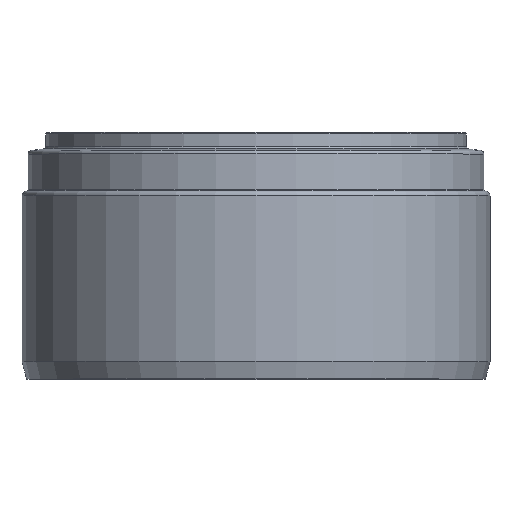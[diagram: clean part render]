
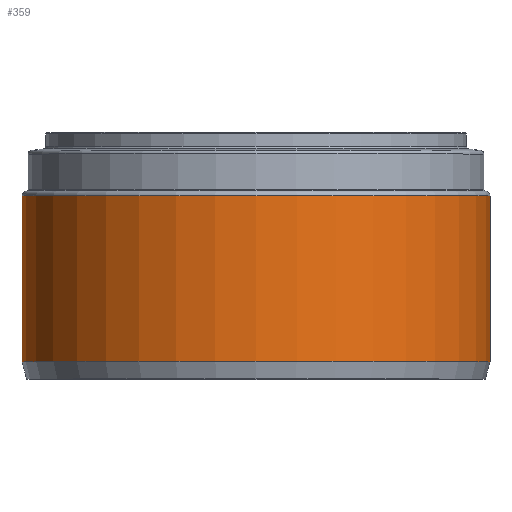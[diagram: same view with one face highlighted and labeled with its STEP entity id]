
A CAD part, top view. The second image highlights one B-rep face of the part: STEP entity #359.
In plain terms, the highlighted cylindrical face has radius 93.5 mm (diameter 187 mm), a full revolution.
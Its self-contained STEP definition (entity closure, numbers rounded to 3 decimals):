
#21=CYLINDRICAL_SURFACE('',#401,93.5);
#41=FACE_BOUND('',#114,.T.);
#75=FACE_OUTER_BOUND('',#113,.T.);
#113=EDGE_LOOP('',(#283));
#114=EDGE_LOOP('',(#284));
#178=CIRCLE('',#400,93.5);
#179=CIRCLE('',#402,93.5);
#212=VERTEX_POINT('',#612);
#213=VERTEX_POINT('',#615);
#246=EDGE_CURVE('',#212,#212,#178,.T.);
#247=EDGE_CURVE('',#213,#213,#179,.T.);
#283=ORIENTED_EDGE('',*,*,#247,.F.);
#284=ORIENTED_EDGE('',*,*,#246,.F.);
#359=ADVANCED_FACE('',(#75,#41),#21,.T.);
#400=AXIS2_PLACEMENT_3D('',#613,#479,#480);
#401=AXIS2_PLACEMENT_3D('',#614,#481,#482);
#402=AXIS2_PLACEMENT_3D('',#616,#483,#484);
#479=DIRECTION('center_axis',(0.,1.,0.));
#480=DIRECTION('ref_axis',(-1.,0.,0.));
#481=DIRECTION('center_axis',(0.,-1.,0.));
#482=DIRECTION('ref_axis',(1.,0.,0.));
#483=DIRECTION('center_axis',(0.,-1.,0.));
#484=DIRECTION('ref_axis',(1.,0.,0.));
#612=CARTESIAN_POINT('',(93.5,73.2,0.));
#613=CARTESIAN_POINT('Origin',(0.,73.2,0.));
#614=CARTESIAN_POINT('Origin',(0.,41.1,0.));
#615=CARTESIAN_POINT('',(93.5,7.,0.));
#616=CARTESIAN_POINT('Origin',(0.,7.,0.));
